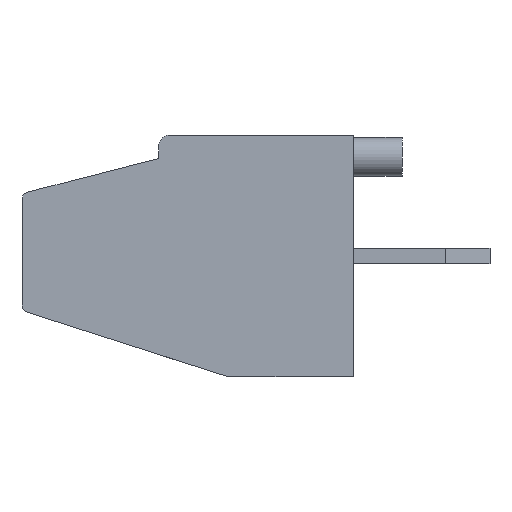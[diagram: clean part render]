
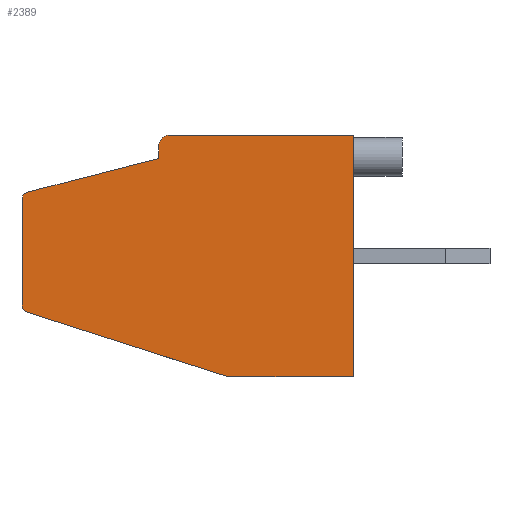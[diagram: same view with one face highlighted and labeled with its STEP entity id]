
A CAD part, left-side view. The second image highlights one B-rep face of the part: STEP entity #2389.
In plain terms, the highlighted planar face has unit normal (-1, 0, 0).
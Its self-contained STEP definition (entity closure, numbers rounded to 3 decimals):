
#48 = CARTESIAN_POINT ( 'NONE',  ( 0., 8.5, 1.445 ) ) ;
#106 = CARTESIAN_POINT ( 'NONE',  ( 0., 3.2, -3.1 ) ) ;
#107 = DIRECTION ( 'NONE',  ( 0., 1., 0. ) ) ;
#207 = CARTESIAN_POINT ( 'NONE',  ( 0., 0., 3.1 ) ) ;
#236 = DIRECTION ( 'NONE',  ( 0., 0., 1. ) ) ;
#416 = EDGE_CURVE ( 'NONE', #5842, #3445, #563, .T. ) ;
#438 = DIRECTION ( 'NONE',  ( 0., -0.968, 0.249 ) ) ;
#444 = LINE ( 'NONE', #4472, #5280 ) ;
#491 = EDGE_CURVE ( 'NONE', #1718, #5842, #2085, .T. ) ;
#513 = ORIENTED_EDGE ( 'NONE', *, *, #3638, .F. ) ;
#563 = LINE ( 'NONE', #6053, #5163 ) ;
#604 = LINE ( 'NONE', #106, #4062 ) ;
#626 = VERTEX_POINT ( 'NONE', #5421 ) ;
#705 = CARTESIAN_POINT ( 'NONE',  ( 0., 8.3, -1.254 ) ) ;
#746 = ORIENTED_EDGE ( 'NONE', *, *, #3559, .F. ) ;
#906 = LINE ( 'NONE', #1152, #913 ) ;
#911 = CARTESIAN_POINT ( 'NONE',  ( 0., 8.3, 1.445 ) ) ;
#913 = VECTOR ( 'NONE', #236, 1000. ) ;
#926 = EDGE_LOOP ( 'NONE', ( #1198, #1726, #513, #1743, #5034, #4053, #5047, #1669, #1513, #746 ) ) ;
#1152 = CARTESIAN_POINT ( 'NONE',  ( 0., 5., 2.5 ) ) ;
#1198 = ORIENTED_EDGE ( 'NONE', *, *, #416, .F. ) ;
#1234 = DIRECTION ( 'NONE',  ( 0., 0., -1. ) ) ;
#1276 = CARTESIAN_POINT ( 'NONE',  ( 0., 4.7, 2.8 ) ) ;
#1323 = VERTEX_POINT ( 'NONE', #5062 ) ;
#1365 = CIRCLE ( 'NONE', #5479, 0.2 ) ;
#1395 = DIRECTION ( 'NONE',  ( 0., 0., -1. ) ) ;
#1490 = LINE ( 'NONE', #207, #2144 ) ;
#1493 = DIRECTION ( 'NONE',  ( 1., 0., 0. ) ) ;
#1496 = VERTEX_POINT ( 'NONE', #4957 ) ;
#1513 = ORIENTED_EDGE ( 'NONE', *, *, #5783, .F. ) ;
#1534 = CIRCLE ( 'NONE', #5249, 0.2 ) ;
#1555 = CARTESIAN_POINT ( 'NONE',  ( 0., 4.7, 3.1 ) ) ;
#1611 = AXIS2_PLACEMENT_3D ( 'NONE', #1276, #1493, #4411 ) ;
#1613 = DIRECTION ( 'NONE',  ( 0., 0., -1. ) ) ;
#1669 = ORIENTED_EDGE ( 'NONE', *, *, #4724, .F. ) ;
#1718 = VERTEX_POINT ( 'NONE', #5158 ) ;
#1726 = ORIENTED_EDGE ( 'NONE', *, *, #491, .F. ) ;
#1729 = AXIS2_PLACEMENT_3D ( 'NONE', #3105, #4051, #1234 ) ;
#1743 = ORIENTED_EDGE ( 'NONE', *, *, #5581, .F. ) ;
#1746 = FACE_OUTER_BOUND ( 'NONE', #926, .T. ) ;
#1765 = VERTEX_POINT ( 'NONE', #48 ) ;
#1923 = LINE ( 'NONE', #2445, #3059 ) ;
#1934 = CARTESIAN_POINT ( 'NONE',  ( 0., 8.35, 1.639 ) ) ;
#2085 = CIRCLE ( 'NONE', #1611, 0.3 ) ;
#2144 = VECTOR ( 'NONE', #3921, 1000. ) ;
#2389 = ADVANCED_FACE ( 'NONE', ( #1746 ), #3572, .F. ) ;
#2445 = CARTESIAN_POINT ( 'NONE',  ( 0., 0., -3.1 ) ) ;
#2784 = CARTESIAN_POINT ( 'NONE',  ( 0., 0., 3.1 ) ) ;
#2986 = VERTEX_POINT ( 'NONE', #6080 ) ;
#3059 = VECTOR ( 'NONE', #107, 1000. ) ;
#3070 = VERTEX_POINT ( 'NONE', #1934 ) ;
#3105 = CARTESIAN_POINT ( 'NONE',  ( 0., 8.3, -1.254 ) ) ;
#3445 = VERTEX_POINT ( 'NONE', #2784 ) ;
#3530 = EDGE_CURVE ( 'NONE', #1496, #1323, #1365, .T. ) ;
#3559 = EDGE_CURVE ( 'NONE', #3445, #5343, #1490, .T. ) ;
#3572 = PLANE ( 'NONE',  #1729 ) ;
#3638 = EDGE_CURVE ( 'NONE', #626, #1718, #906, .T. ) ;
#3921 = DIRECTION ( 'NONE',  ( 0., 0., -1. ) ) ;
#4051 = DIRECTION ( 'NONE',  ( 1., 0., 0. ) ) ;
#4053 = ORIENTED_EDGE ( 'NONE', *, *, #5007, .F. ) ;
#4062 = VECTOR ( 'NONE', #4785, 1000. ) ;
#4207 = DIRECTION ( 'NONE',  ( 1., 0., 0. ) ) ;
#4213 = CARTESIAN_POINT ( 'NONE',  ( 0., 8.5, -1.254 ) ) ;
#4388 = CARTESIAN_POINT ( 'NONE',  ( 0., 0., -3.1 ) ) ;
#4411 = DIRECTION ( 'NONE',  ( 0., 0., -1. ) ) ;
#4472 = CARTESIAN_POINT ( 'NONE',  ( 0., 8.35, 1.639 ) ) ;
#4572 = VECTOR ( 'NONE', #6078, 1000. ) ;
#4645 = DIRECTION ( 'NONE',  ( 0., -1., 0. ) ) ;
#4724 = EDGE_CURVE ( 'NONE', #2986, #1496, #604, .T. ) ;
#4785 = DIRECTION ( 'NONE',  ( 0., 0.952, 0.305 ) ) ;
#4957 = CARTESIAN_POINT ( 'NONE',  ( 0., 8.361, -1.445 ) ) ;
#5007 = EDGE_CURVE ( 'NONE', #1323, #1765, #5655, .T. ) ;
#5034 = ORIENTED_EDGE ( 'NONE', *, *, #5609, .F. ) ;
#5047 = ORIENTED_EDGE ( 'NONE', *, *, #3530, .F. ) ;
#5062 = CARTESIAN_POINT ( 'NONE',  ( 0., 8.5, -1.254 ) ) ;
#5158 = CARTESIAN_POINT ( 'NONE',  ( 0., 5., 2.8 ) ) ;
#5163 = VECTOR ( 'NONE', #4645, 1000. ) ;
#5249 = AXIS2_PLACEMENT_3D ( 'NONE', #911, #4207, #1395 ) ;
#5280 = VECTOR ( 'NONE', #438, 1000. ) ;
#5338 = DIRECTION ( 'NONE',  ( 1., 0., 0. ) ) ;
#5343 = VERTEX_POINT ( 'NONE', #4388 ) ;
#5421 = CARTESIAN_POINT ( 'NONE',  ( 0., 5., 2.5 ) ) ;
#5479 = AXIS2_PLACEMENT_3D ( 'NONE', #705, #5338, #1613 ) ;
#5581 = EDGE_CURVE ( 'NONE', #3070, #626, #444, .T. ) ;
#5609 = EDGE_CURVE ( 'NONE', #1765, #3070, #1534, .T. ) ;
#5655 = LINE ( 'NONE', #4213, #4572 ) ;
#5783 = EDGE_CURVE ( 'NONE', #5343, #2986, #1923, .T. ) ;
#5842 = VERTEX_POINT ( 'NONE', #1555 ) ;
#6053 = CARTESIAN_POINT ( 'NONE',  ( 0., 4.7, 3.1 ) ) ;
#6078 = DIRECTION ( 'NONE',  ( 0., 0., 1. ) ) ;
#6080 = CARTESIAN_POINT ( 'NONE',  ( 0., 3.2, -3.1 ) ) ;
